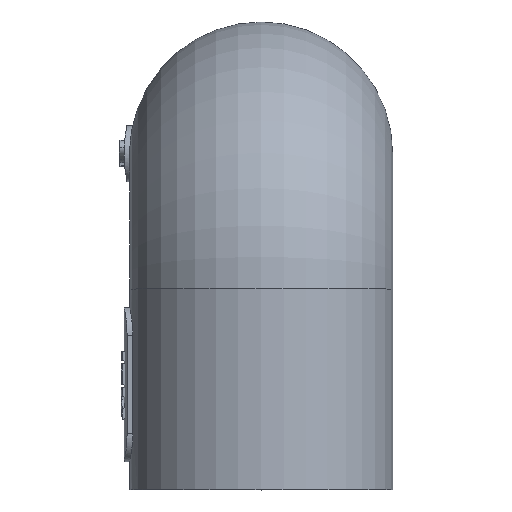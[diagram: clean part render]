
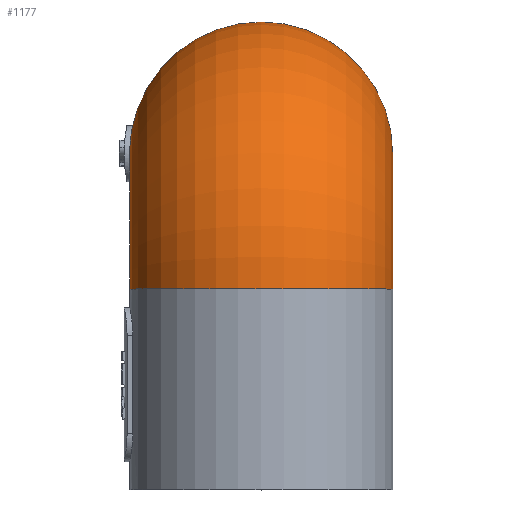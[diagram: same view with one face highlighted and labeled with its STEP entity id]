
A CAD part, top view. The second image highlights one B-rep face of the part: STEP entity #1177.
In plain terms, the highlighted toroidal (fillet/blend) face has major radius 19.375 mm and minor radius 18.75 mm.
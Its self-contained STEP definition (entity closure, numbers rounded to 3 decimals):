
#67 = CARTESIAN_POINT ( 'NONE',  ( 0., -19.375, 0. ) ) ;
#519 = DIRECTION ( 'NONE',  ( 1., 0., 0. ) ) ;
#665 = CARTESIAN_POINT ( 'NONE',  ( 0., -19.375, -19.375 ) ) ;
#748 = CARTESIAN_POINT ( 'NONE',  ( 18.75, 0., -19.375 ) ) ;
#749 = CARTESIAN_POINT ( 'NONE',  ( 0., 0., -19.375 ) ) ;
#756 = FACE_OUTER_BOUND ( 'NONE', #4463, .T. ) ;
#828 = FACE_OUTER_BOUND ( 'NONE', #2362, .T. ) ;
#1121 = TOROIDAL_SURFACE ( 'NONE', #2735, 19.375, 18.75 ) ;
#1177 = ADVANCED_FACE ( 'NONE', ( #828, #756 ), #1121, .T. ) ;
#1212 = DIRECTION ( 'NONE',  ( 1., 0., 0. ) ) ;
#1424 = VERTEX_POINT ( 'NONE', #748 ) ;
#1635 = ORIENTED_EDGE ( 'NONE', *, *, #2025, .T. ) ;
#1638 = EDGE_CURVE ( 'NONE', #2630, #2630, #3990, .T. ) ;
#1644 = ORIENTED_EDGE ( 'NONE', *, *, #1638, .F. ) ;
#2025 = EDGE_CURVE ( 'NONE', #1424, #1424, #4045, .T. ) ;
#2362 = EDGE_LOOP ( 'NONE', ( #1635 ) ) ;
#2540 = DIRECTION ( 'NONE',  ( 1., 0., 0. ) ) ;
#2581 = AXIS2_PLACEMENT_3D ( 'NONE', #749, #3916, #1212 ) ;
#2630 = VERTEX_POINT ( 'NONE', #3492 ) ;
#2735 = AXIS2_PLACEMENT_3D ( 'NONE', #665, #2540, #3020 ) ;
#3020 = DIRECTION ( 'NONE',  ( 0., 0., -1. ) ) ;
#3282 = DIRECTION ( 'NONE',  ( 0., -1., 0. ) ) ;
#3492 = CARTESIAN_POINT ( 'NONE',  ( 18.75, -19.375, 0. ) ) ;
#3916 = DIRECTION ( 'NONE',  ( 0., 0., 1. ) ) ;
#3990 = CIRCLE ( 'NONE', #5218, 18.75 ) ;
#4045 = CIRCLE ( 'NONE', #2581, 18.75 ) ;
#4463 = EDGE_LOOP ( 'NONE', ( #1644 ) ) ;
#5218 = AXIS2_PLACEMENT_3D ( 'NONE', #67, #3282, #519 ) ;
